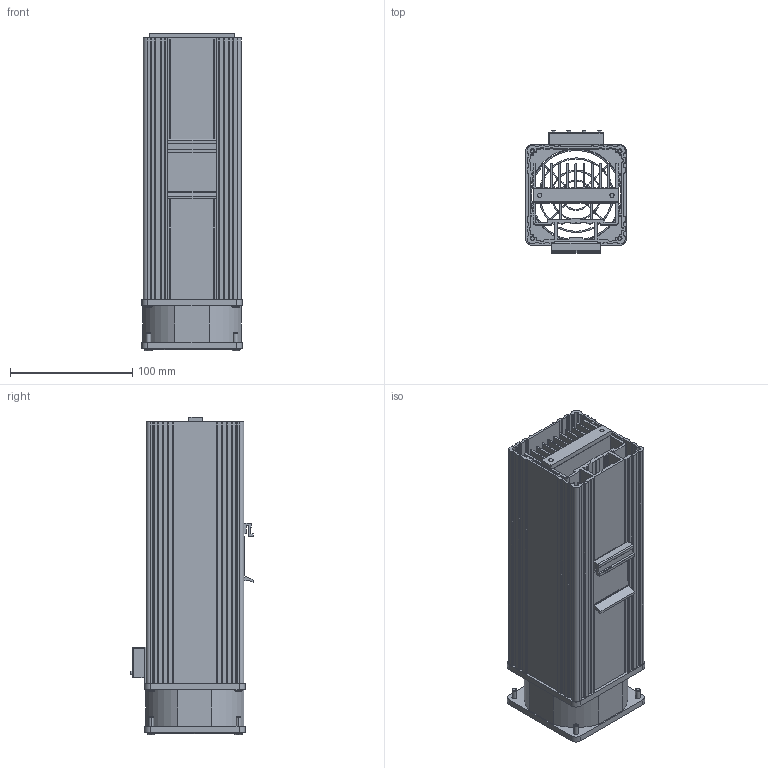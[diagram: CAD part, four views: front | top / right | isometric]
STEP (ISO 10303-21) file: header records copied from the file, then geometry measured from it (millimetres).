
FILE_DESCRIPTION(('STEP AP242'),'1');
FILE_NAME('nsycr250w115vv.stp','2021-09-26T12:07:03',('TraceParts'),('TraceParts S.A.'),'Spatial InterOp 3D',' ',' ');
FILE_SCHEMA(('AP242_MANAGED_MODEL_BASED_3D_ENGINEERING_MIM_LF {1 0 10303 442 1 1 4}'));
Length unit declared in the file: millimetre
Products named in the file (1): nsycr250w115vv_1
Bounding box: 82.26 x 100.12 x 260 mm (x, y, z)
Volume: 449105.5 mm3; surface area: 410777.8 mm2
Topology: 14 solids, 14 shells, 1132 faces, 3277 edges, 2160 vertices
Faces by surface type: plane 541, cylinder 459, torus 124, sphere 6, bspline 2
Entity records: 38342 total; most frequent: CARTESIAN_POINT 7582, ORIENTED_EDGE 6554, DIRECTION 6514, EDGE_CURVE 3277, AXIS2_PLACEMENT_3D 2251, VERTEX_POINT 2160, LINE 2012, VECTOR 2012
